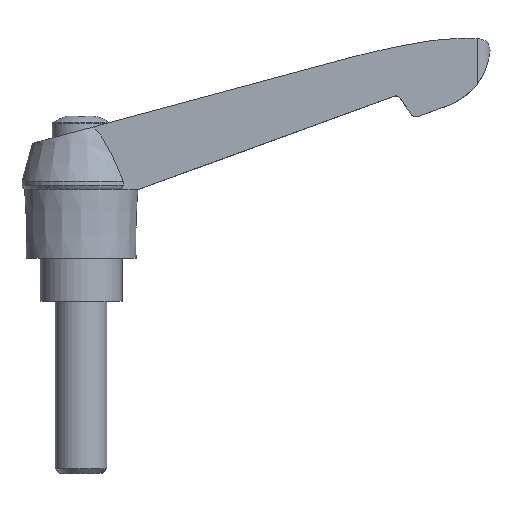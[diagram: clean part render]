
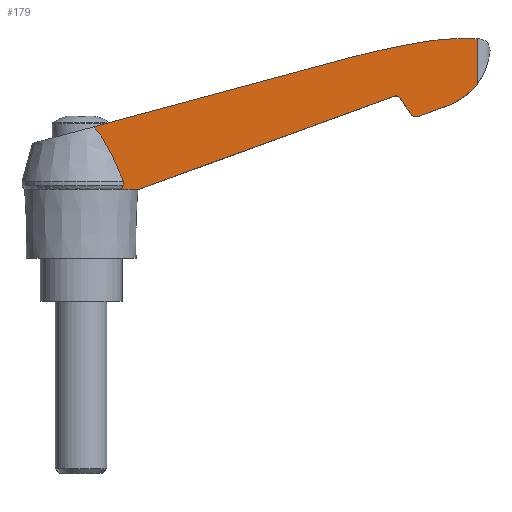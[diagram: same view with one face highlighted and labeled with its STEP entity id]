
A CAD part, top view. The second image highlights one B-rep face of the part: STEP entity #179.
In plain terms, the highlighted planar face has unit normal (0.037, 0, 0.999).
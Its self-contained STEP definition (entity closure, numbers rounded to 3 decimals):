
#179 = ADVANCED_FACE( '', ( #402 ), #403, .F. );
#402 = FACE_OUTER_BOUND( '', #666, .T. );
#403 = PLANE( '', #667 );
#666 = EDGE_LOOP( '', ( #1160, #1161, #1162, #1163, #1164, #1165, #1166, #1167, #1168, #1169, #1170, #1171, #1172, #1173, #1174 ) );
#667 = AXIS2_PLACEMENT_3D( '', #1175, #1176, #1177 );
#1160 = ORIENTED_EDGE( '', *, *, #1785, .F. );
#1161 = ORIENTED_EDGE( '', *, *, #1786, .T. );
#1162 = ORIENTED_EDGE( '', *, *, #1766, .F. );
#1163 = ORIENTED_EDGE( '', *, *, #1787, .F. );
#1164 = ORIENTED_EDGE( '', *, *, #1788, .T. );
#1165 = ORIENTED_EDGE( '', *, *, #1718, .F. );
#1166 = ORIENTED_EDGE( '', *, *, #1690, .F. );
#1167 = ORIENTED_EDGE( '', *, *, #1673, .F. );
#1168 = ORIENTED_EDGE( '', *, *, #1789, .F. );
#1169 = ORIENTED_EDGE( '', *, *, #1790, .F. );
#1170 = ORIENTED_EDGE( '', *, *, #1791, .F. );
#1171 = ORIENTED_EDGE( '', *, *, #1783, .F. );
#1172 = ORIENTED_EDGE( '', *, *, #1616, .F. );
#1173 = ORIENTED_EDGE( '', *, *, #1708, .F. );
#1174 = ORIENTED_EDGE( '', *, *, #1792, .F. );
#1175 = CARTESIAN_POINT( '', ( 0., 66., 10.001 ) );
#1176 = DIRECTION( '', ( -0.037, 0., -0.999 ) );
#1177 = DIRECTION( '', ( -0.999, 0., 0.037 ) );
#1616 = EDGE_CURVE( '', #1943, #1938, #1945, .T. );
#1673 = EDGE_CURVE( '', #2044, #2046, #2047, .T. );
#1690 = EDGE_CURVE( '', #2046, #2071, #2073, .T. );
#1708 = EDGE_CURVE( '', #2099, #1943, #2100, .T. );
#1718 = EDGE_CURVE( '', #2071, #2108, #2116, .T. );
#1766 = EDGE_CURVE( '', #2188, #1953, #2189, .T. );
#1783 = EDGE_CURVE( '', #1938, #2212, #2214, .T. );
#1785 = EDGE_CURVE( '', #2216, #2217, #2218, .T. );
#1786 = EDGE_CURVE( '', #2216, #1953, #2219, .T. );
#1787 = EDGE_CURVE( '', #2220, #2188, #2221, .T. );
#1788 = EDGE_CURVE( '', #2220, #2108, #2222, .T. );
#1789 = EDGE_CURVE( '', #2223, #2044, #2224, .T. );
#1790 = EDGE_CURVE( '', #2225, #2223, #2226, .T. );
#1791 = EDGE_CURVE( '', #2212, #2225, #2227, .T. );
#1792 = EDGE_CURVE( '', #2217, #2099, #2228, .T. );
#1938 = VERTEX_POINT( '', #2407 );
#1943 = VERTEX_POINT( '', #2413 );
#1945 = ELLIPSE( '', #2416, 198.134, 198. );
#1953 = VERTEX_POINT( '', #2424 );
#2044 = VERTEX_POINT( '', #2559 );
#2046 = VERTEX_POINT( '', #2562 );
#2047 = LINE( '', #2563, #2564 );
#2071 = VERTEX_POINT( '', #2598 );
#2073 = ELLIPSE( '', #2601, 1.401, 1.4 );
#2099 = VERTEX_POINT( '', #2646 );
#2100 = LINE( '', #2647, #2648 );
#2108 = VERTEX_POINT( '', #2668 );
#2116 = LINE( '', #2678, #2679 );
#2188 = VERTEX_POINT( '', #2773 );
#2189 = LINE( '', #2774, #2775 );
#2212 = VERTEX_POINT( '', #2804 );
#2214 = ELLIPSE( '', #2807, 50.034, 50. );
#2216 = VERTEX_POINT( '', #2809 );
#2217 = VERTEX_POINT( '', #2810 );
#2218 = LINE( '', #2811, #2812 );
#2219 = B_SPLINE_CURVE_WITH_KNOTS( '', 3, ( #2813, #2814, #2815, #2816, #2817, #2818, #2819, #2820, #2821, #2822 ), .UNSPECIFIED., .F., .F., ( 4, 2, 2, 2, 4 ), ( 0., 0., 0.001, 0.001, 0.001 ), .UNSPECIFIED. );
#2220 = VERTEX_POINT( '', #2823 );
#2221 = LINE( '', #2824, #2825 );
#2222 = ELLIPSE( '', #2826, 1.001, 1. );
#2223 = VERTEX_POINT( '', #2827 );
#2224 = ELLIPSE( '', #2828, 15.01, 15. );
#2225 = VERTEX_POINT( '', #2829 );
#2226 = LINE( '', #2830, #2831 );
#2227 = ELLIPSE( '', #2832, 53.036, 53. );
#2228 = B_SPLINE_CURVE_WITH_KNOTS( '', 3, ( #2833, #2834, #2835, #2836, #2837, #2838, #2839, #2840, #2841, #2842, #2843, #2844 ), .UNSPECIFIED., .F., .F., ( 4, 2, 2, 2, 2, 4 ), ( 0., 0.004, 0.007, 0.011, 0.013, 0.015 ), .UNSPECIFIED. );
#2407 = CARTESIAN_POINT( '', ( 81., 60.5, 7.016 ) );
#2413 = CARTESIAN_POINT( '', ( 64.3, 57.1, 7.631 ) );
#2416 = AXIS2_PLACEMENT_3D( '', #3123, #3124, #3125 );
#2424 = CARTESIAN_POINT( '', ( 8.937, 26., 9.672 ) );
#2559 = CARTESIAN_POINT( '', ( 85.5, 45.584, 6.85 ) );
#2562 = CARTESIAN_POINT( '', ( 78.31, 42.967, 7.115 ) );
#2563 = CARTESIAN_POINT( '', ( 78.094, 42.889, 7.123 ) );
#2564 = VECTOR( '', #3218, 1000. );
#2598 = CARTESIAN_POINT( '', ( 76.684, 43.48, 7.175 ) );
#2601 = AXIS2_PLACEMENT_3D( '', #3239, #3240, #3241 );
#2646 = CARTESIAN_POINT( '', ( 2.857, 40.522, 9.896 ) );
#2647 = CARTESIAN_POINT( '', ( 64.09, 57.044, 7.639 ) );
#2648 = VECTOR( '', #3255, 1000. );
#2668 = CARTESIAN_POINT( '', ( 74.005, 47.306, 7.274 ) );
#2678 = CARTESIAN_POINT( '', ( 73.926, 47.418, 7.277 ) );
#2679 = VECTOR( '', #3270, 1000. );
#2773 = CARTESIAN_POINT( '', ( 13.3, 26., 9.511 ) );
#2774 = CARTESIAN_POINT( '', ( -0.138, 26., 10.006 ) );
#2775 = VECTOR( '', #3338, 1000. );
#2804 = CARTESIAN_POINT( '', ( 86.8, 61., 6.802 ) );
#2807 = AXIS2_PLACEMENT_3D( '', #3361, #3362, #3363 );
#2809 = CARTESIAN_POINT( '', ( 9.805, 27.006, 9.64 ) );
#2810 = CARTESIAN_POINT( '', ( 9.805, 27.9, 9.64 ) );
#2811 = CARTESIAN_POINT( '', ( 9.805, 78.207, 9.64 ) );
#2812 = VECTOR( '', #3364, 1000. );
#2813 = CARTESIAN_POINT( '', ( 9.805, 27.006, 9.64 ) );
#2814 = CARTESIAN_POINT( '', ( 9.784, 26.892, 9.641 ) );
#2815 = CARTESIAN_POINT( '', ( 9.745, 26.785, 9.642 ) );
#2816 = CARTESIAN_POINT( '', ( 9.637, 26.582, 9.646 ) );
#2817 = CARTESIAN_POINT( '', ( 9.569, 26.488, 9.649 ) );
#2818 = CARTESIAN_POINT( '', ( 9.414, 26.319, 9.654 ) );
#2819 = CARTESIAN_POINT( '', ( 9.326, 26.243, 9.658 ) );
#2820 = CARTESIAN_POINT( '', ( 9.14, 26.109, 9.664 ) );
#2821 = CARTESIAN_POINT( '', ( 9.041, 26.051, 9.668 ) );
#2822 = CARTESIAN_POINT( '', ( 8.937, 26., 9.672 ) );
#2823 = CARTESIAN_POINT( '', ( 72.844, 47.672, 7.317 ) );
#2824 = CARTESIAN_POINT( '', ( 13.162, 25.95, 9.516 ) );
#2825 = VECTOR( '', #3365, 1000. );
#2826 = AXIS2_PLACEMENT_3D( '', #3366, #3367, #3368 );
#2827 = CARTESIAN_POINT( '', ( 92.014, 50.509, 6.61 ) );
#2828 = AXIS2_PLACEMENT_3D( '', #3369, #3370, #3371 );
#2829 = CARTESIAN_POINT( '', ( 92.014, 61.014, 6.61 ) );
#2830 = CARTESIAN_POINT( '', ( 92.014, 66., 6.61 ) );
#2831 = VECTOR( '', #3372, 1000. );
#2832 = AXIS2_PLACEMENT_3D( '', #3373, #3374, #3375 );
#2833 = CARTESIAN_POINT( '', ( 9.805, 27.9, 9.64 ) );
#2834 = CARTESIAN_POINT( '', ( 9.358, 29.024, 9.656 ) );
#2835 = CARTESIAN_POINT( '', ( 8.897, 30.142, 9.673 ) );
#2836 = CARTESIAN_POINT( '', ( 7.932, 32.359, 9.709 ) );
#2837 = CARTESIAN_POINT( '', ( 7.427, 33.459, 9.727 ) );
#2838 = CARTESIAN_POINT( '', ( 6.346, 35.622, 9.767 ) );
#2839 = CARTESIAN_POINT( '', ( 5.77, 36.689, 9.789 ) );
#2840 = CARTESIAN_POINT( '', ( 4.799, 38.218, 9.824 ) );
#2841 = CARTESIAN_POINT( '', ( 4.457, 38.716, 9.837 ) );
#2842 = CARTESIAN_POINT( '', ( 3.71, 39.669, 9.865 ) );
#2843 = CARTESIAN_POINT( '', ( 3.309, 40.121, 9.879 ) );
#2844 = CARTESIAN_POINT( '', ( 2.857, 40.522, 9.896 ) );
#3123 = CARTESIAN_POINT( '', ( 112.109, -135.041, 5.869 ) );
#3124 = DIRECTION( '', ( -0.037, 0., -0.999 ) );
#3125 = DIRECTION( '', ( 0.999, 0., -0.037 ) );
#3218 = DIRECTION( '', ( -0.939, -0.342, 0.035 ) );
#3239 = CARTESIAN_POINT( '', ( 77.831, 44.283, 7.133 ) );
#3240 = DIRECTION( '', ( -0.037, 0., -0.999 ) );
#3241 = DIRECTION( '', ( 0.999, 0., -0.037 ) );
#3255 = DIRECTION( '', ( 0.965, 0.26, -0.036 ) );
#3270 = DIRECTION( '', ( -0.573, 0.819, 0.021 ) );
#3338 = DIRECTION( '', ( -0.999, 0., 0.037 ) );
#3361 = CARTESIAN_POINT( '', ( 88.187, 11.019, 6.751 ) );
#3362 = DIRECTION( '', ( -0.037, 0., -0.999 ) );
#3363 = DIRECTION( '', ( 0.999, 0., -0.037 ) );
#3364 = DIRECTION( '', ( 0., 1., 0. ) );
#3365 = DIRECTION( '', ( -0.939, -0.342, 0.035 ) );
#3366 = CARTESIAN_POINT( '', ( 73.186, 46.732, 7.304 ) );
#3367 = DIRECTION( '', ( -0.037, 0., -0.999 ) );
#3368 = DIRECTION( '', ( 0.999, 0., -0.037 ) );
#3369 = CARTESIAN_POINT( '', ( 80.053, 59.56, 7.051 ) );
#3370 = DIRECTION( '', ( -0.037, 0., -0.999 ) );
#3371 = DIRECTION( '', ( 0.999, 0., -0.037 ) );
#3372 = DIRECTION( '', ( 0., -1., 0. ) );
#3373 = CARTESIAN_POINT( '', ( 89.547, 8.071, 6.701 ) );
#3374 = DIRECTION( '', ( -0.037, 0., -0.999 ) );
#3375 = DIRECTION( '', ( 0.999, 0., -0.037 ) );
